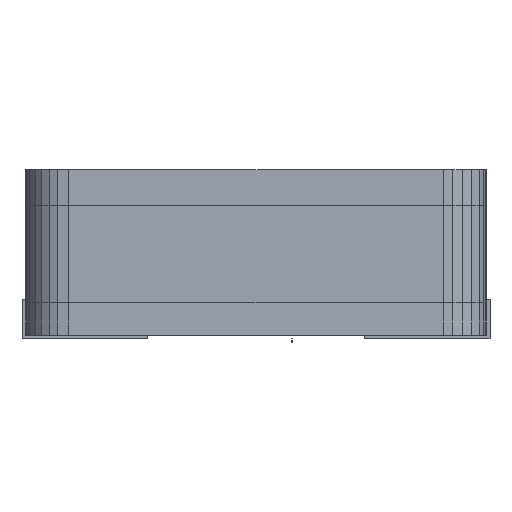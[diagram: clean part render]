
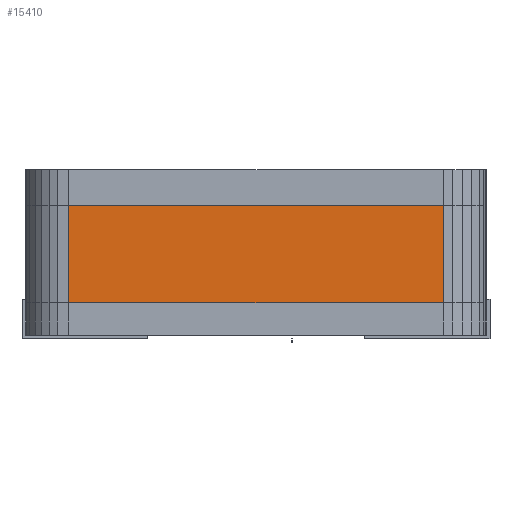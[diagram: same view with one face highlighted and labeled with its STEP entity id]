
A CAD part, left-side view. The second image highlights one B-rep face of the part: STEP entity #15410.
In plain terms, the highlighted planar face has unit normal (-1, 0, 0).
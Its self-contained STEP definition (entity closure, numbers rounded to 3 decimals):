
#289 = DIRECTION ( 'NONE',  ( 0., -1., 0. ) ) ;
#318 = CARTESIAN_POINT ( 'NONE',  ( -6.4, 5.2, 0. ) ) ;
#572 = DIRECTION ( 'NONE',  ( 0., 0., -1. ) ) ;
#1133 = LINE ( 'NONE', #14905, #12720 ) ;
#1534 = PLANE ( 'NONE',  #7867 ) ;
#1762 = EDGE_LOOP ( 'NONE', ( #5221, #12118, #7689, #2788 ) ) ;
#1768 = LINE ( 'NONE', #5160, #7396 ) ;
#2144 = LINE ( 'NONE', #4854, #2356 ) ;
#2293 = LINE ( 'NONE', #14353, #3436 ) ;
#2356 = VECTOR ( 'NONE', #7247, 1000. ) ;
#2788 = ORIENTED_EDGE ( 'NONE', *, *, #14892, .T. ) ;
#3436 = VECTOR ( 'NONE', #13214, 1000. ) ;
#3562 = CARTESIAN_POINT ( 'NONE',  ( -6.4, -5.2, 2.7 ) ) ;
#4103 = DIRECTION ( 'NONE',  ( 1., 0., 0. ) ) ;
#4243 = FACE_OUTER_BOUND ( 'NONE', #1762, .T. ) ;
#4514 = VERTEX_POINT ( 'NONE', #3562 ) ;
#4854 = CARTESIAN_POINT ( 'NONE',  ( -6.4, 6.4, 0. ) ) ;
#5160 = CARTESIAN_POINT ( 'NONE',  ( -6.4, -5.2, 0. ) ) ;
#5221 = ORIENTED_EDGE ( 'NONE', *, *, #12689, .F. ) ;
#7247 = DIRECTION ( 'NONE',  ( 0., -1., 0. ) ) ;
#7396 = VECTOR ( 'NONE', #15282, 1000. ) ;
#7467 = CARTESIAN_POINT ( 'NONE',  ( -6.4, 5.2, 2.7 ) ) ;
#7689 = ORIENTED_EDGE ( 'NONE', *, *, #10723, .F. ) ;
#7867 = AXIS2_PLACEMENT_3D ( 'NONE', #15058, #4103, #572 ) ;
#8348 = VERTEX_POINT ( 'NONE', #318 ) ;
#8503 = VERTEX_POINT ( 'NONE', #12810 ) ;
#10723 = EDGE_CURVE ( 'NONE', #8348, #13305, #2293, .T. ) ;
#12118 = ORIENTED_EDGE ( 'NONE', *, *, #15327, .F. ) ;
#12689 = EDGE_CURVE ( 'NONE', #4514, #8503, #1768, .T. ) ;
#12720 = VECTOR ( 'NONE', #289, 1000. ) ;
#12810 = CARTESIAN_POINT ( 'NONE',  ( -6.4, -5.2, 0. ) ) ;
#13214 = DIRECTION ( 'NONE',  ( 0., 0., 1. ) ) ;
#13305 = VERTEX_POINT ( 'NONE', #7467 ) ;
#14353 = CARTESIAN_POINT ( 'NONE',  ( -6.4, 5.2, 0. ) ) ;
#14892 = EDGE_CURVE ( 'NONE', #8348, #8503, #2144, .T. ) ;
#14905 = CARTESIAN_POINT ( 'NONE',  ( -6.4, 5.2, 2.7 ) ) ;
#15058 = CARTESIAN_POINT ( 'NONE',  ( -6.4, 5.2, 0. ) ) ;
#15282 = DIRECTION ( 'NONE',  ( 0., 0., -1. ) ) ;
#15327 = EDGE_CURVE ( 'NONE', #13305, #4514, #1133, .T. ) ;
#15410 = ADVANCED_FACE ( 'NONE', ( #4243 ), #1534, .F. ) ;
